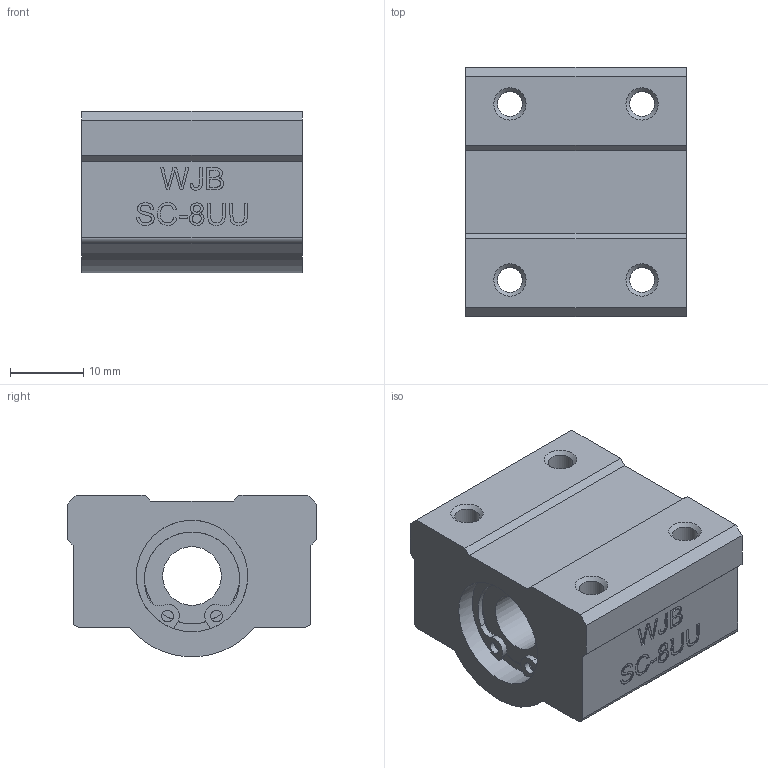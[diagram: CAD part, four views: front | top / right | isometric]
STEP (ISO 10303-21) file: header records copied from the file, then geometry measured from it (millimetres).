
FILE_DESCRIPTION(/* description */ (''),/* implementation_level */ '2;1');
FILE_NAME(/* name */ 'WJB-SC-8UU.stp',/* time_stamp */ '2018-11-25T22:14:00+08:00',/* author */ (''),/* organization */ (''),/* preprocessor_version */ 'ST-DEVELOPER v11',/* originating_system */ 'SIEMENS UGS NX 6.0',/* authorisation */ '');
FILE_SCHEMA (('CONFIG_CONTROL_DESIGN'));
Length unit declared in the file: millimetre
Products named in the file (1): WJB-SC-8UU
Bounding box: 30 x 34 x 22 mm (x, y, z)
Volume: 15949.1 mm3; surface area: 6238.6 mm2
Topology: 3 solids, 3 shells, 229 faces, 577 edges, 378 vertices
Faces by surface type: plane 126, extrusion 68, cylinder 31, cone 4
Full cylindrical faces by diameter (mm): 1.6 x4, 3.4 x4, 8 x1, 13.04 x2, 14.4 x2, 15.2 x4
Entity records: 8696 total; most frequent: CARTESIAN_POINT 3510, ORIENTED_EDGE 1088, DIRECTION 848, EDGE_CURVE 544, VERTEX_POINT 366, VECTOR 320, EDGE_LOOP 296, AXIS2_PLACEMENT_3D 264
